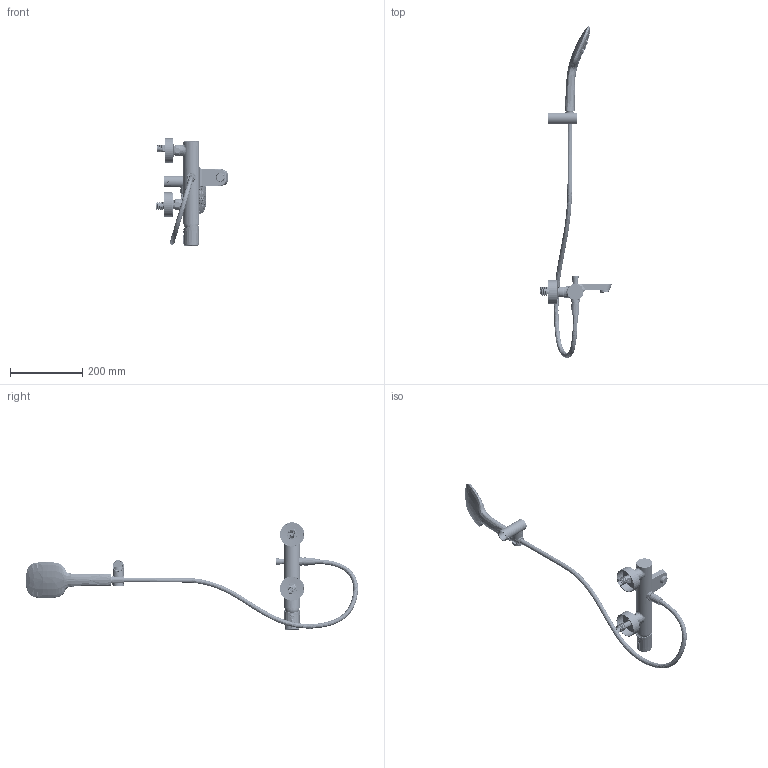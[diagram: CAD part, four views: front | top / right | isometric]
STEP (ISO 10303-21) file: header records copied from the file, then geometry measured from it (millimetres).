
FILE_DESCRIPTION (( 'STEP AP203' ), '1' );
FILE_NAME ('34CP10909.STEP', '2024-11-04T06:08:20', ( '' ), ( '' ), 'SwSTEP 2.0', 'SolidWorks 2021', '' );
FILE_SCHEMA (( 'CONFIG_CONTROL_DESIGN' ));
Length unit declared in the file: millimetre
Products named in the file (1): 34CP10909
Bounding box: 198.51 x 920.93 x 297.62 mm (x, y, z)
Volume: 647368.4 mm3; surface area: 353061.4 mm2
Topology: 24 solids, 25 shells, 3712 faces, 10180 edges, 6636 vertices
Faces by surface type: bspline 2078, cylinder 653, plane 649, cone 302, torus 21, sphere 9
Full cylindrical faces by diameter (mm): 1.7 x2, 2 x1, 2.3 x1, 3 x2, 3.1 x50, 3.3 x1, 3.6 x50, 4 x3, 4.2 x1, 4.4 x50, 4.5 x1, 4.8 x1, 5 x4, 5.3 x1, 5.5 x1, 6.2 x1, 6.8 x1, 7 x1, 8 x3, 8.9 x1, 9 x1, 9.5 x1, 10 x2, 10.2 x1, 10.5 x2, 11 x1, 11.5 x2, 12.6 x1, 12.8 x1, 13 x1
Entity records: 396136 total; most frequent: CARTESIAN_POINT 327480, ORIENTED_EDGE 18386, EDGE_CURVE 9193, DIRECTION 6526, B_SPLINE_CURVE_WITH_KNOTS 6378, VERTEX_POINT 6274, EDGE_LOOP 4737, FACE_OUTER_BOUND 4046
